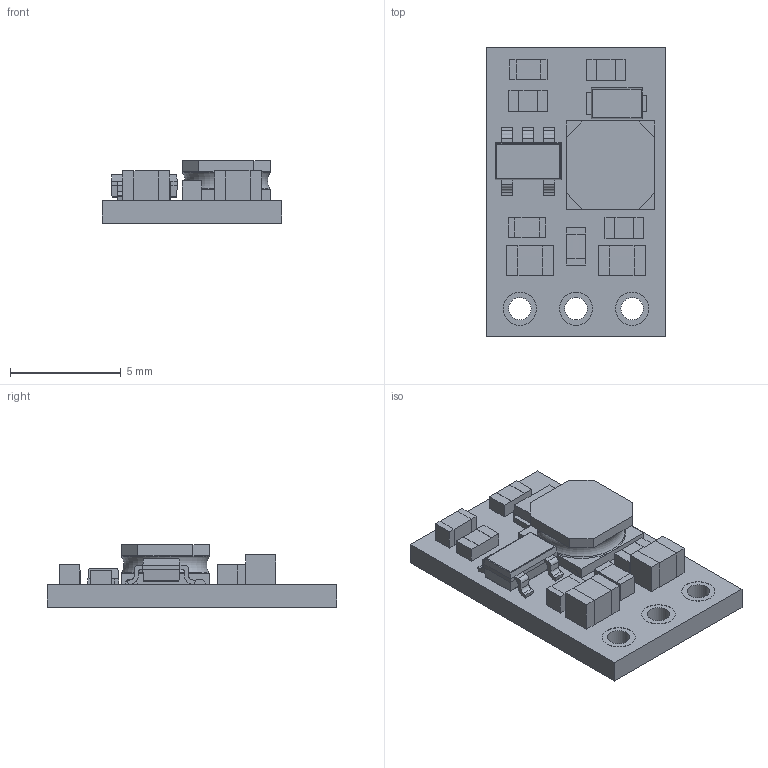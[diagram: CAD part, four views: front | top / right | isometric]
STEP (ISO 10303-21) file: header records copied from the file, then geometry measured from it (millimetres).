
FILE_DESCRIPTION(/* description */ (''),/* implementation_level */ '2;1');
FILE_NAME(/* name */ 'step-up-voltage-regulator-u3v12fx.step',/* time_stamp */ '2021-02-25T21:09:57-08:00',/* author */ (''),/* organization */ (''),/* preprocessor_version */ 'ST-DEVELOPER v18.1',/* originating_system */ 'Autodesk Translation Framework v9.7.1.1290',/* authorisation */ '');
FILE_SCHEMA (('AUTOMOTIVE_DESIGN { 1 0 10303 214 3 1 1 }'));
Length unit declared in the file: millimetre
Products named in the file (1): step-up-voltage-regulator-u3v12fx
Bounding box: 8.13 x 13.08 x 2.82 mm (x, y, z)
Volume: 153.1 mm3; surface area: 369.1 mm2
Topology: 1 solids, 1 shells, 616 faces, 1628 edges, 1060 vertices
Faces by surface type: plane 416, bspline 156, cylinder 42, torus 1, cone 1
Full cylindrical faces by diameter (mm): 1.016 x3, 1.5 x3
Entity records: 24962 total; most frequent: CARTESIAN_POINT 10005, ORIENTED_EDGE 3256, DIRECTION 2320, EDGE_CURVE 1628, LINE 1198, VECTOR 1198, VERTEX_POINT 1060, EDGE_LOOP 680
